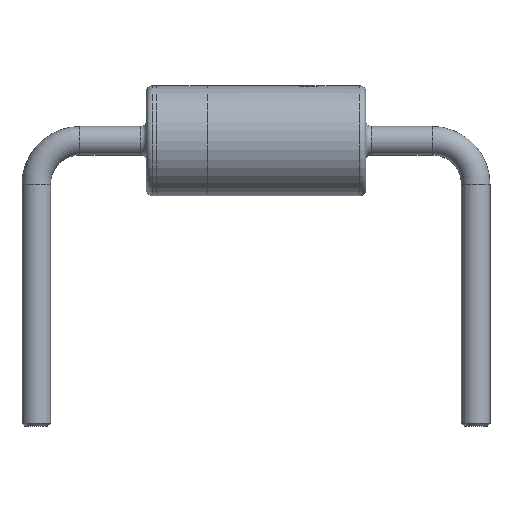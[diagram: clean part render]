
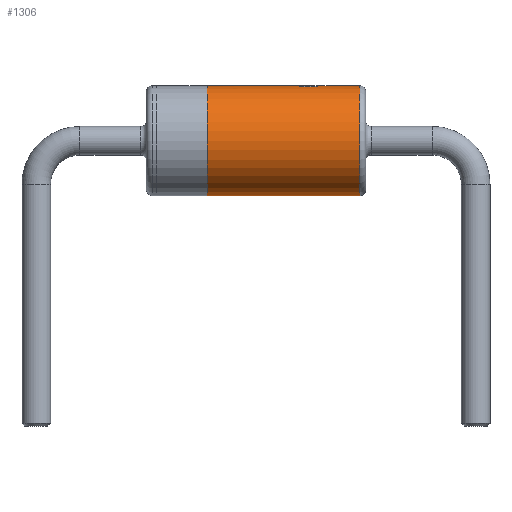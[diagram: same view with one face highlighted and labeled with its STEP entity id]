
A CAD part, front view. The second image highlights one B-rep face of the part: STEP entity #1306.
In plain terms, the highlighted cylindrical face has radius 0.955 mm (diameter 1.91 mm), a full revolution.
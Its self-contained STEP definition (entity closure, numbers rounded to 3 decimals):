
#212=B_SPLINE_CURVE_WITH_KNOTS('',3,(#1834,#1835,#1836,#1837,#1838,#1839,
#1840,#1841,#1842,#1843,#1844,#1845,#1846,#1847,#1848,#1849,#1850,#1851,
#1852,#1853,#1854,#1855,#1856,#1857,#1858,#1859,#1860,#1861,#1862,#1863,
#1864,#1865,#1866,#1867),.UNSPECIFIED.,.T.,.F.,(4,2,2,2,2,2,2,2,2,2,2,2,
2,2,2,2,4),(0.,0.008,0.017,0.025,
0.034,0.042,0.05,0.059,
0.067,0.076,0.084,0.092,
0.101,0.109,0.118,0.126,0.135),
 .UNSPECIFIED.);
#320=FACE_BOUND('',#500,.T.);
#321=FACE_BOUND('',#501,.T.);
#339=CYLINDRICAL_SURFACE('',#1413,0.955);
#394=FACE_OUTER_BOUND('',#499,.T.);
#499=EDGE_LOOP('',(#1052));
#500=EDGE_LOOP('',(#1053));
#501=EDGE_LOOP('',(#1054));
#571=CIRCLE('',#1414,0.955);
#572=CIRCLE('',#1415,0.955);
#599=VERTEX_POINT('',#1833);
#649=VERTEX_POINT('',#2276);
#650=VERTEX_POINT('',#2278);
#723=EDGE_CURVE('',#599,#599,#212,.T.);
#797=EDGE_CURVE('',#649,#649,#571,.T.);
#798=EDGE_CURVE('',#650,#650,#572,.T.);
#1052=ORIENTED_EDGE('',*,*,#797,.T.);
#1053=ORIENTED_EDGE('',*,*,#798,.F.);
#1054=ORIENTED_EDGE('',*,*,#723,.T.);
#1306=ADVANCED_FACE('',(#394,#320,#321),#339,.T.);
#1413=AXIS2_PLACEMENT_3D('',#2275,#1614,#1615);
#1414=AXIS2_PLACEMENT_3D('',#2277,#1616,#1617);
#1415=AXIS2_PLACEMENT_3D('',#2279,#1618,#1619);
#1614=DIRECTION('center_axis',(1.,0.,0.));
#1615=DIRECTION('ref_axis',(0.,1.,0.));
#1616=DIRECTION('center_axis',(1.,0.,0.));
#1617=DIRECTION('ref_axis',(0.,1.,0.));
#1618=DIRECTION('center_axis',(1.,0.,0.));
#1619=DIRECTION('ref_axis',(0.,-1.,0.));
#1833=CARTESIAN_POINT('',(0.904,0.733,0.929));
#1834=CARTESIAN_POINT('Ctrl Pts',(0.904,0.733,0.929));
#1835=CARTESIAN_POINT('Ctrl Pts',(0.876,0.733,0.929));
#1836=CARTESIAN_POINT('Ctrl Pts',(0.846,0.738,0.93));
#1837=CARTESIAN_POINT('Ctrl Pts',(0.791,0.761,0.935));
#1838=CARTESIAN_POINT('Ctrl Pts',(0.767,0.778,0.939));
#1839=CARTESIAN_POINT('Ctrl Pts',(0.727,0.818,0.945));
#1840=CARTESIAN_POINT('Ctrl Pts',(0.71,0.842,0.949));
#1841=CARTESIAN_POINT('Ctrl Pts',(0.687,0.897,0.954));
#1842=CARTESIAN_POINT('Ctrl Pts',(0.682,0.927,0.955));
#1843=CARTESIAN_POINT('Ctrl Pts',(0.682,0.983,0.955));
#1844=CARTESIAN_POINT('Ctrl Pts',(0.687,1.013,0.954));
#1845=CARTESIAN_POINT('Ctrl Pts',(0.71,1.068,0.949));
#1846=CARTESIAN_POINT('Ctrl Pts',(0.727,1.092,0.945));
#1847=CARTESIAN_POINT('Ctrl Pts',(0.767,1.132,0.939));
#1848=CARTESIAN_POINT('Ctrl Pts',(0.791,1.149,0.935));
#1849=CARTESIAN_POINT('Ctrl Pts',(0.846,1.172,0.93));
#1850=CARTESIAN_POINT('Ctrl Pts',(0.876,1.177,0.929));
#1851=CARTESIAN_POINT('Ctrl Pts',(0.932,1.177,0.929));
#1852=CARTESIAN_POINT('Ctrl Pts',(0.962,1.172,0.93));
#1853=CARTESIAN_POINT('Ctrl Pts',(1.017,1.149,0.935));
#1854=CARTESIAN_POINT('Ctrl Pts',(1.042,1.132,0.939));
#1855=CARTESIAN_POINT('Ctrl Pts',(1.081,1.092,0.945));
#1856=CARTESIAN_POINT('Ctrl Pts',(1.098,1.068,0.949));
#1857=CARTESIAN_POINT('Ctrl Pts',(1.121,1.013,0.954));
#1858=CARTESIAN_POINT('Ctrl Pts',(1.126,0.983,0.955));
#1859=CARTESIAN_POINT('Ctrl Pts',(1.126,0.927,0.955));
#1860=CARTESIAN_POINT('Ctrl Pts',(1.121,0.897,0.954));
#1861=CARTESIAN_POINT('Ctrl Pts',(1.098,0.842,0.949));
#1862=CARTESIAN_POINT('Ctrl Pts',(1.081,0.818,0.945));
#1863=CARTESIAN_POINT('Ctrl Pts',(1.042,0.778,0.939));
#1864=CARTESIAN_POINT('Ctrl Pts',(1.017,0.761,0.935));
#1865=CARTESIAN_POINT('Ctrl Pts',(0.962,0.738,0.93));
#1866=CARTESIAN_POINT('Ctrl Pts',(0.932,0.733,0.929));
#1867=CARTESIAN_POINT('Ctrl Pts',(0.904,0.733,0.929));
#2275=CARTESIAN_POINT('Origin',(0.,0.955,0.));
#2276=CARTESIAN_POINT('',(-0.846,0.,0.));
#2277=CARTESIAN_POINT('Origin',(-0.846,0.955,0.));
#2278=CARTESIAN_POINT('',(1.803,1.91,0.));
#2279=CARTESIAN_POINT('Origin',(1.803,0.955,0.));
